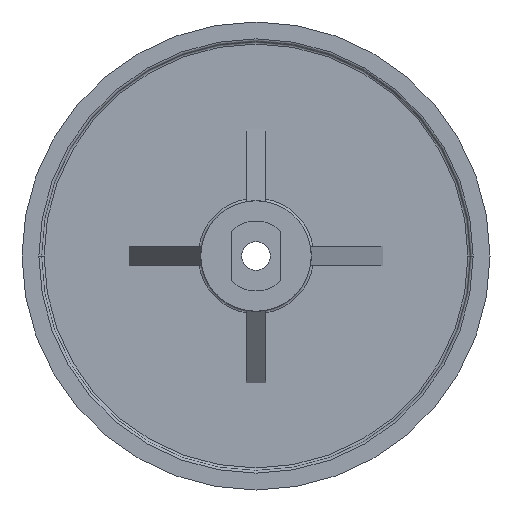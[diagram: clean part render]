
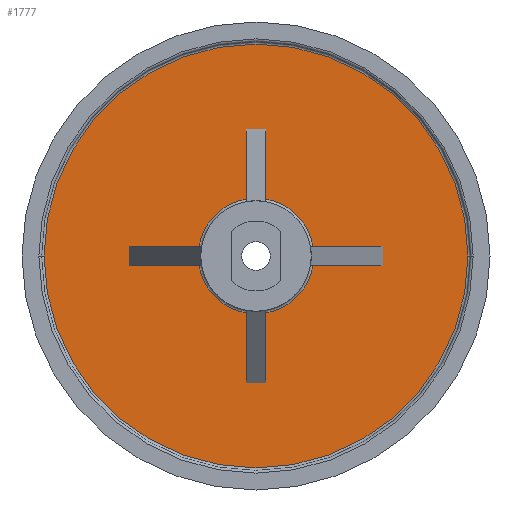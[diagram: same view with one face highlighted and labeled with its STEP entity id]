
A CAD part, front view. The second image highlights one B-rep face of the part: STEP entity #1777.
In plain terms, the highlighted planar face has unit normal (0, -1, 0).
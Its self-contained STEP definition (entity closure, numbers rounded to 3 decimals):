
#541=CARTESIAN_POINT('',(0.,11.5,0.));
#542=DIRECTION('',(0.,1.,0.));
#543=DIRECTION('',(-0.986,0.,0.169));
#544=AXIS2_PLACEMENT_3D('',#541,#542,#543);
#560=CARTESIAN_POINT('',(0.,11.5,0.));
#561=DIRECTION('',(0.,1.,0.));
#562=DIRECTION('',(-0.169,0.,-0.986));
#563=AXIS2_PLACEMENT_3D('',#560,#561,#562);
#590=CARTESIAN_POINT('',(0.,11.5,0.));
#591=DIRECTION('',(0.,1.,0.));
#592=DIRECTION('',(0.986,0.,-0.169));
#593=AXIS2_PLACEMENT_3D('',#590,#591,#592);
#631=CARTESIAN_POINT('',(0.,11.5,0.));
#632=DIRECTION('',(0.,1.,0.));
#633=DIRECTION('',(0.169,0.,0.986));
#634=AXIS2_PLACEMENT_3D('',#631,#632,#633);
#646=CARTESIAN_POINT('',(0.,11.5,0.));
#647=DIRECTION('',(0.,1.,0.));
#648=DIRECTION('',(-1.,0.,0.));
#649=AXIS2_PLACEMENT_3D('',#646,#647,#648);
#654=CARTESIAN_POINT('',(0.,11.5,0.));
#655=DIRECTION('',(0.,1.,0.));
#656=DIRECTION('',(1.,0.,0.));
#657=AXIS2_PLACEMENT_3D('',#654,#655,#656);
#662=DIRECTION('',(1.,0.,0.));
#663=VECTOR('',#662,5.374);
#664=CARTESIAN_POINT('',(4.386,11.5,-0.75));
#665=LINE('',#664,#663);
#669=DIRECTION('',(0.,0.,1.));
#670=VECTOR('',#669,1.5);
#671=CARTESIAN_POINT('',(9.76,11.5,-0.75));
#672=LINE('',#671,#670);
#676=DIRECTION('',(1.,0.,0.));
#677=VECTOR('',#676,5.374);
#678=CARTESIAN_POINT('',(4.386,11.5,0.75));
#679=LINE('',#678,#677);
#683=DIRECTION('',(0.,0.,1.));
#684=VECTOR('',#683,5.374);
#685=CARTESIAN_POINT('',(0.75,11.5,4.386));
#686=LINE('',#685,#684);
#690=DIRECTION('',(1.,0.,0.));
#691=VECTOR('',#690,1.5);
#692=CARTESIAN_POINT('',(-0.75,11.5,9.76));
#693=LINE('',#692,#691);
#697=DIRECTION('',(0.,0.,1.));
#698=VECTOR('',#697,5.374);
#699=CARTESIAN_POINT('',(-0.75,11.5,4.386));
#700=LINE('',#699,#698);
#704=DIRECTION('',(-1.,0.,0.));
#705=VECTOR('',#704,5.374);
#706=CARTESIAN_POINT('',(-4.386,11.5,0.75));
#707=LINE('',#706,#705);
#711=DIRECTION('',(0.,0.,1.));
#712=VECTOR('',#711,1.5);
#713=CARTESIAN_POINT('',(-9.76,11.5,-0.75));
#714=LINE('',#713,#712);
#718=DIRECTION('',(-1.,0.,0.));
#719=VECTOR('',#718,5.374);
#720=CARTESIAN_POINT('',(-4.386,11.5,-0.75));
#721=LINE('',#720,#719);
#725=DIRECTION('',(0.,0.,-1.));
#726=VECTOR('',#725,5.374);
#727=CARTESIAN_POINT('',(-0.75,11.5,-4.386));
#728=LINE('',#727,#726);
#732=DIRECTION('',(1.,0.,0.));
#733=VECTOR('',#732,1.5);
#734=CARTESIAN_POINT('',(-0.75,11.5,-9.76));
#735=LINE('',#734,#733);
#739=DIRECTION('',(0.,0.,-1.));
#740=VECTOR('',#739,5.374);
#741=CARTESIAN_POINT('',(0.75,11.5,-4.386));
#742=LINE('',#741,#740);
#1074=CARTESIAN_POINT('',(-16.3,11.5,0.));
#1075=CARTESIAN_POINT('',(16.3,11.5,0.));
#1076=VERTEX_POINT('',#1074);
#1077=VERTEX_POINT('',#1075);
#1090=CARTESIAN_POINT('',(-4.386,11.5,-0.75));
#1091=CARTESIAN_POINT('',(-9.76,11.5,-0.75));
#1092=VERTEX_POINT('',#1090);
#1093=VERTEX_POINT('',#1091);
#1094=CARTESIAN_POINT('',(-4.386,11.5,0.75));
#1095=CARTESIAN_POINT('',(-9.76,11.5,0.75));
#1096=VERTEX_POINT('',#1094);
#1097=VERTEX_POINT('',#1095);
#1106=CARTESIAN_POINT('',(-0.75,11.5,9.76));
#1108=VERTEX_POINT('',#1106);
#1110=CARTESIAN_POINT('',(0.75,11.5,9.76));
#1112=VERTEX_POINT('',#1110);
#1114=CARTESIAN_POINT('',(-0.75,11.5,4.386));
#1115=VERTEX_POINT('',#1114);
#1116=CARTESIAN_POINT('',(0.75,11.5,4.386));
#1117=VERTEX_POINT('',#1116);
#1123=CARTESIAN_POINT('',(-0.75,11.5,-9.76));
#1125=VERTEX_POINT('',#1123);
#1127=CARTESIAN_POINT('',(0.75,11.5,-9.76));
#1129=VERTEX_POINT('',#1127);
#1131=CARTESIAN_POINT('',(-0.75,11.5,-4.386));
#1132=VERTEX_POINT('',#1131);
#1133=CARTESIAN_POINT('',(0.75,11.5,-4.386));
#1134=VERTEX_POINT('',#1133);
#1140=CARTESIAN_POINT('',(9.76,11.5,-0.75));
#1142=VERTEX_POINT('',#1140);
#1144=CARTESIAN_POINT('',(9.76,11.5,0.75));
#1146=VERTEX_POINT('',#1144);
#1148=CARTESIAN_POINT('',(4.386,11.5,-0.75));
#1149=VERTEX_POINT('',#1148);
#1150=CARTESIAN_POINT('',(4.386,11.5,0.75));
#1151=VERTEX_POINT('',#1150);
#1741=CARTESIAN_POINT('',(0.,11.5,0.));
#1742=DIRECTION('',(0.,1.,0.));
#1743=DIRECTION('',(1.,0.,0.));
#1744=AXIS2_PLACEMENT_3D('',#1741,#1742,#1743);
#1745=PLANE('',#1744);
#1747=ORIENTED_EDGE('',*,*,#1746,.T.);
#1749=ORIENTED_EDGE('',*,*,#1748,.T.);
#1750=EDGE_LOOP('',(#1747,#1749));
#1751=FACE_OUTER_BOUND('',#1750,.F.);
#1752=ORIENTED_EDGE('',*,*,#1614,.T.);
#1753=ORIENTED_EDGE('',*,*,#1631,.T.);
#1754=ORIENTED_EDGE('',*,*,#1645,.F.);
#1755=ORIENTED_EDGE('',*,*,#1705,.F.);
#1757=ORIENTED_EDGE('',*,*,#1756,.T.);
#1758=ORIENTED_EDGE('',*,*,#1731,.F.);
#1759=ORIENTED_EDGE('',*,*,#1720,.F.);
#1760=ORIENTED_EDGE('',*,*,#1661,.F.);
#1762=ORIENTED_EDGE('',*,*,#1761,.T.);
#1764=ORIENTED_EDGE('',*,*,#1763,.F.);
#1766=ORIENTED_EDGE('',*,*,#1765,.F.);
#1767=ORIENTED_EDGE('',*,*,#1673,.F.);
#1769=ORIENTED_EDGE('',*,*,#1768,.T.);
#1771=ORIENTED_EDGE('',*,*,#1770,.T.);
#1773=ORIENTED_EDGE('',*,*,#1772,.F.);
#1774=ORIENTED_EDGE('',*,*,#1688,.F.);
#1775=EDGE_LOOP('',(#1752,#1753,#1754,#1755,#1757,#1758,#1759,#1760,#1762,#1764,
#1766,#1767,#1769,#1771,#1773,#1774));
#1776=FACE_BOUND('',#1775,.F.);
#1777=ADVANCED_FACE('',(#1751,#1776),#1745,.F.);
#545=CIRCLE('',#544,4.45);
#564=CIRCLE('',#563,4.45);
#594=CIRCLE('',#593,4.45);
#635=CIRCLE('',#634,4.45);
#650=CIRCLE('',#649,16.3);
#658=CIRCLE('',#657,16.3);
#1614=EDGE_CURVE('',#1149,#1142,#665,.T.);
#1631=EDGE_CURVE('',#1142,#1146,#672,.T.);
#1645=EDGE_CURVE('',#1151,#1146,#679,.T.);
#1661=EDGE_CURVE('',#1096,#1115,#545,.T.);
#1673=EDGE_CURVE('',#1132,#1092,#564,.T.);
#1688=EDGE_CURVE('',#1149,#1134,#594,.T.);
#1705=EDGE_CURVE('',#1117,#1151,#635,.T.);
#1720=EDGE_CURVE('',#1115,#1108,#700,.T.);
#1731=EDGE_CURVE('',#1108,#1112,#693,.T.);
#1746=EDGE_CURVE('',#1076,#1077,#650,.T.);
#1748=EDGE_CURVE('',#1077,#1076,#658,.T.);
#1756=EDGE_CURVE('',#1117,#1112,#686,.T.);
#1761=EDGE_CURVE('',#1096,#1097,#707,.T.);
#1763=EDGE_CURVE('',#1093,#1097,#714,.T.);
#1765=EDGE_CURVE('',#1092,#1093,#721,.T.);
#1768=EDGE_CURVE('',#1132,#1125,#728,.T.);
#1770=EDGE_CURVE('',#1125,#1129,#735,.T.);
#1772=EDGE_CURVE('',#1134,#1129,#742,.T.);
